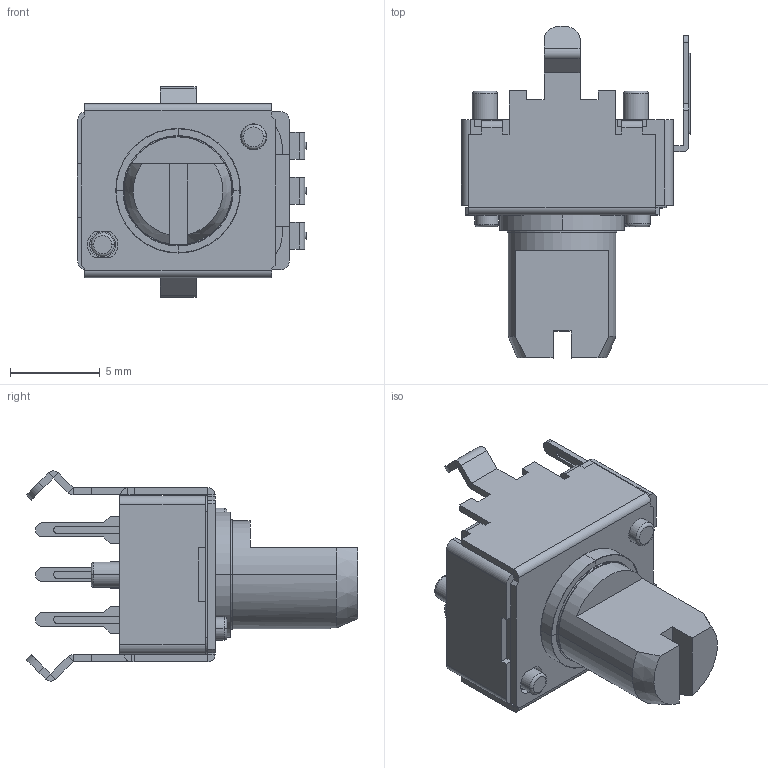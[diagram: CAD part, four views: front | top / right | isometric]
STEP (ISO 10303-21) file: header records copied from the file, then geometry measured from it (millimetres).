
FILE_DESCRIPTION((''),'2;1');
FILE_NAME('F09KH29_ASM','2017-03-14T',('eng23'),(''),'PRO/ENGINEER BY PARAMETRIC TECHNOLOGY CORPORATION, 2012480','PRO/ENGINEER BY PARAMETRIC TECHNOLOGY CORPORATION, 2012480','');
FILE_SCHEMA(('CONFIG_CONTROL_DESIGN'));
Length unit declared in the file: millimetre
Products named in the file (5): 12236; 13944; 12639-10; 12638-1-L15F; F09KH29_ASM
Assembly tree (4 placements, depth 2):
  F09KH29_ASM
    12236
    13944
    12639-10
    12638-1-L15F
Bounding box: 12.75 x 18.47 x 11.71 mm (x, y, z)
Volume: 684.3 mm3; surface area: 1657.9 mm2
Topology: 6 solids, 6 shells, 662 faces, 1737 edges, 1120 vertices
Faces by surface type: plane 521, cylinder 125, torus 8, cone 8
Entity records: 20378 total; most frequent: CARTESIAN_POINT 3698, ORIENTED_EDGE 3474, DIRECTION 3351, EDGE_CURVE 1737, VECTOR 1421, LINE 1421, VERTEX_POINT 1120, AXIS2_PLACEMENT_3D 965
